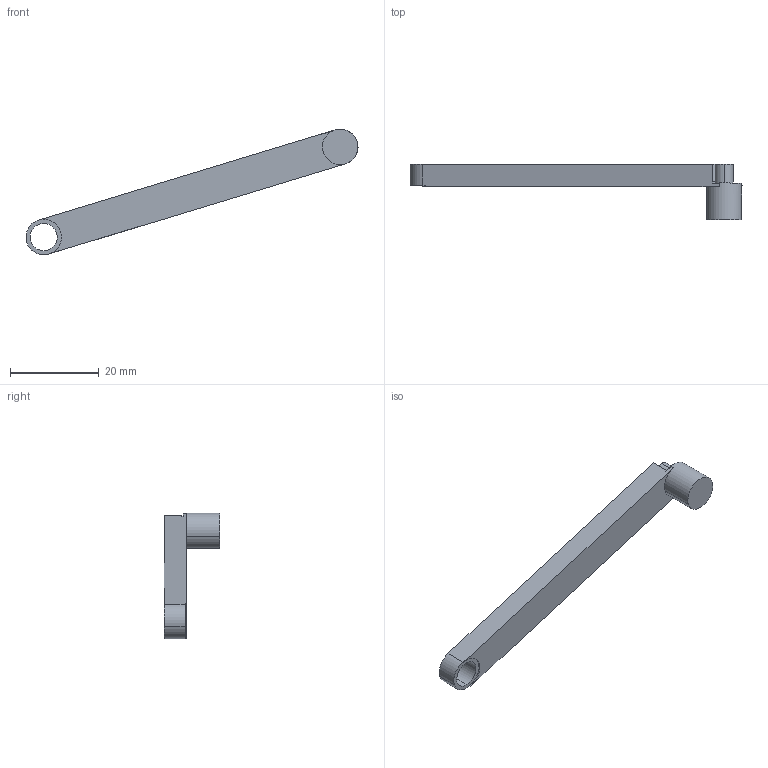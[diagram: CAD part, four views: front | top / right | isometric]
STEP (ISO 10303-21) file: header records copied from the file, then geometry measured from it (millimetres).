
FILE_DESCRIPTION (( 'STEP AP203' ), '1' );
FILE_NAME ('Linkage_v1.000.002.STEP', '2024-12-01T04:55:12', ( '' ), ( '' ), 'SwSTEP 2.0', 'SolidWorks 2024', '' );
FILE_SCHEMA (( 'CONFIG_CONTROL_DESIGN' ));
Length unit declared in the file: millimetre
Products named in the file (1): Linkage_v1.000.002
Bounding box: 74.99 x 12.5 x 28.37 mm (x, y, z)
Volume: 3104.3 mm3; surface area: 2299.9 mm2
Topology: 1 solids, 1 shells, 27 faces, 69 edges, 45 vertices
Faces by surface type: cylinder 16, plane 11
Entity records: 932 total; most frequent: CARTESIAN_POINT 169, DIRECTION 153, ORIENTED_EDGE 138, EDGE_CURVE 69, AXIS2_PLACEMENT_3D 59, VERTEX_POINT 45, LINE 35, VECTOR 35
